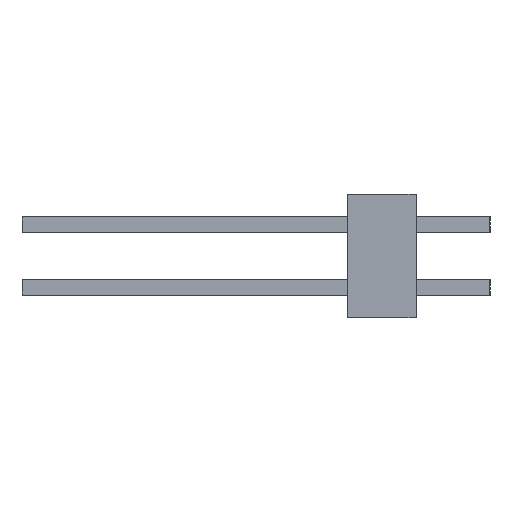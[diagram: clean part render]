
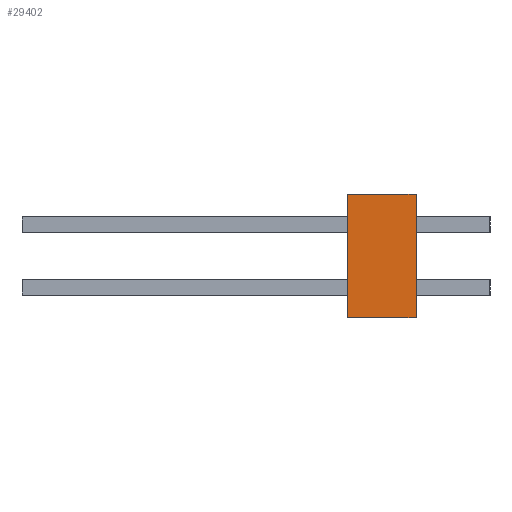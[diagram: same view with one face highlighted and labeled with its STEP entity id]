
A CAD part, left-side view. The second image highlights one B-rep face of the part: STEP entity #29402.
In plain terms, the highlighted planar face has unit normal (-1, 0, 0).
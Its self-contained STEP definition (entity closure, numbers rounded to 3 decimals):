
#1674 = VERTEX_POINT ( 'NONE', #33212 ) ;
#2657 = CARTESIAN_POINT ( 'NONE',  ( -45.72, 1.4, -2.5 ) ) ;
#2664 = CARTESIAN_POINT ( 'NONE',  ( -45.72, 1.4, -2.5 ) ) ;
#3074 = VECTOR ( 'NONE', #16477, 1000. ) ;
#3720 = DIRECTION ( 'NONE',  ( 0., 0., 1. ) ) ;
#4575 = LINE ( 'NONE', #21951, #3074 ) ;
#4685 = DIRECTION ( 'NONE',  ( 0., 0., -1. ) ) ;
#4989 = VECTOR ( 'NONE', #3720, 1000. ) ;
#5447 = LINE ( 'NONE', #31435, #24468 ) ;
#5553 = VERTEX_POINT ( 'NONE', #2657 ) ;
#7665 = ORIENTED_EDGE ( 'NONE', *, *, #21083, .F. ) ;
#9440 = CARTESIAN_POINT ( 'NONE',  ( -45.72, -1.4, -2.5 ) ) ;
#10652 = ORIENTED_EDGE ( 'NONE', *, *, #17756, .F. ) ;
#12866 = DIRECTION ( 'NONE',  ( 1., 0., 0. ) ) ;
#14189 = ORIENTED_EDGE ( 'NONE', *, *, #15818, .T. ) ;
#14710 = DIRECTION ( 'NONE',  ( 0., -1., 0. ) ) ;
#15484 = VERTEX_POINT ( 'NONE', #29857 ) ;
#15672 = CARTESIAN_POINT ( 'NONE',  ( -45.72, 1.4, -2.5 ) ) ;
#15818 = EDGE_CURVE ( 'NONE', #5553, #15484, #5447, .T. ) ;
#16477 = DIRECTION ( 'NONE',  ( 0., -1., 0. ) ) ;
#17241 = LINE ( 'NONE', #2664, #18621 ) ;
#17756 = EDGE_CURVE ( 'NONE', #5553, #35405, #17241, .T. ) ;
#18522 = EDGE_LOOP ( 'NONE', ( #28564, #7665, #10652, #14189 ) ) ;
#18621 = VECTOR ( 'NONE', #32084, 1000. ) ;
#18674 = LINE ( 'NONE', #9440, #4989 ) ;
#21083 = EDGE_CURVE ( 'NONE', #35405, #1674, #4575, .T. ) ;
#21598 = EDGE_CURVE ( 'NONE', #15484, #1674, #18674, .T. ) ;
#21881 = PLANE ( 'NONE',  #25401 ) ;
#21951 = CARTESIAN_POINT ( 'NONE',  ( -45.72, 1.4, 2.5 ) ) ;
#24468 = VECTOR ( 'NONE', #14710, 1000. ) ;
#25401 = AXIS2_PLACEMENT_3D ( 'NONE', #15672, #12866, #4685 ) ;
#28564 = ORIENTED_EDGE ( 'NONE', *, *, #21598, .T. ) ;
#29402 = ADVANCED_FACE ( 'NONE', ( #36322 ), #21881, .F. ) ;
#29857 = CARTESIAN_POINT ( 'NONE',  ( -45.72, -1.4, -2.5 ) ) ;
#31435 = CARTESIAN_POINT ( 'NONE',  ( -45.72, 1.4, -2.5 ) ) ;
#32084 = DIRECTION ( 'NONE',  ( 0., 0., 1. ) ) ;
#33212 = CARTESIAN_POINT ( 'NONE',  ( -45.72, -1.4, 2.5 ) ) ;
#34617 = CARTESIAN_POINT ( 'NONE',  ( -45.72, 1.4, 2.5 ) ) ;
#35405 = VERTEX_POINT ( 'NONE', #34617 ) ;
#36322 = FACE_OUTER_BOUND ( 'NONE', #18522, .T. ) ;
